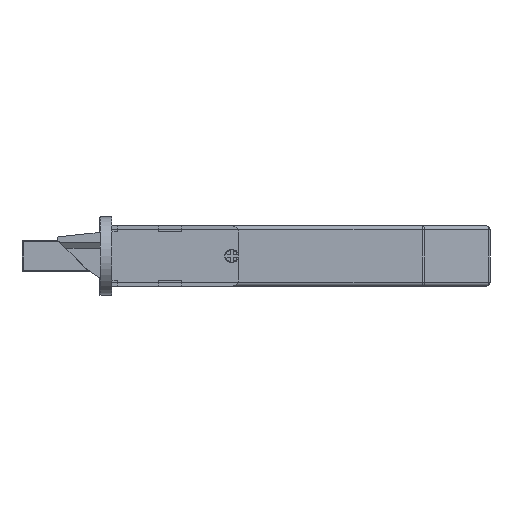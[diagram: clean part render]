
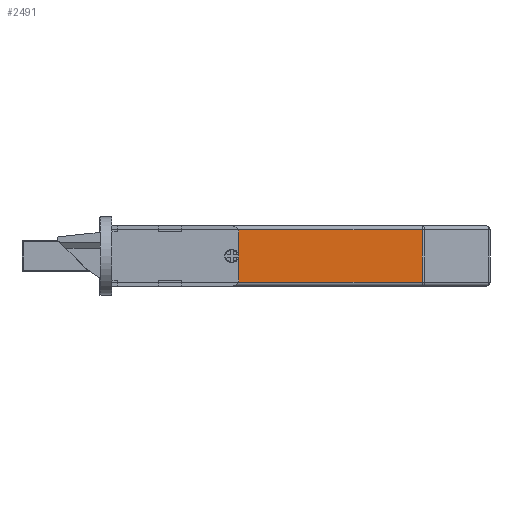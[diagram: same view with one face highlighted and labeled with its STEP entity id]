
A CAD part, front view. The second image highlights one B-rep face of the part: STEP entity #2491.
In plain terms, the highlighted planar face has unit normal (0, -1, 0).
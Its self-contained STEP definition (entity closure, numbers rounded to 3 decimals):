
#136 = AXIS2_PLACEMENT_3D ( 'NONE', #1461, #617, #765 ) ;
#164 = VERTEX_POINT ( 'NONE', #8205 ) ;
#218 = DIRECTION ( 'NONE',  ( 1., 0., 0. ) ) ;
#617 = DIRECTION ( 'NONE',  ( 0., -1., 0. ) ) ;
#667 = CARTESIAN_POINT ( 'NONE',  ( 14., -14.7, -0.75 ) ) ;
#676 = ORIENTED_EDGE ( 'NONE', *, *, #5873, .F. ) ;
#765 = DIRECTION ( 'NONE',  ( 1., 0., 0. ) ) ;
#863 = DIRECTION ( 'NONE',  ( -1., 0., 0. ) ) ;
#1330 = VERTEX_POINT ( 'NONE', #8832 ) ;
#1417 = CARTESIAN_POINT ( 'NONE',  ( 44.75, -14.7, 4.25 ) ) ;
#1457 = EDGE_CURVE ( 'NONE', #9186, #6408, #8914, .T. ) ;
#1461 = CARTESIAN_POINT ( 'NONE',  ( 14., -14.7, -1.75 ) ) ;
#1662 = LINE ( 'NONE', #3208, #4431 ) ;
#1870 = ORIENTED_EDGE ( 'NONE', *, *, #6944, .T. ) ;
#1964 = AXIS2_PLACEMENT_3D ( 'NONE', #7649, #2802, #2856 ) ;
#2097 = VECTOR ( 'NONE', #863, 1000. ) ;
#2228 = ORIENTED_EDGE ( 'NONE', *, *, #3939, .T. ) ;
#2491 = ADVANCED_FACE ( 'NONE', ( #8848, #7964 ), #5639, .T. ) ;
#2572 = DIRECTION ( 'NONE',  ( 0., 0., 1. ) ) ;
#2588 = VERTEX_POINT ( 'NONE', #667 ) ;
#2802 = DIRECTION ( 'NONE',  ( 0., -1., 0. ) ) ;
#2856 = DIRECTION ( 'NONE',  ( 0., 0., -1. ) ) ;
#3208 = CARTESIAN_POINT ( 'NONE',  ( 93.586, -14.7, -1.75 ) ) ;
#3511 = CARTESIAN_POINT ( 'NONE',  ( 94., -14.7, -0.75 ) ) ;
#3939 = EDGE_CURVE ( 'NONE', #7654, #164, #8996, .T. ) ;
#4202 = CARTESIAN_POINT ( 'NONE',  ( 93.586, -14.7, 12.75 ) ) ;
#4211 = ORIENTED_EDGE ( 'NONE', *, *, #7727, .T. ) ;
#4419 = DIRECTION ( 'NONE',  ( 0., 0., -1. ) ) ;
#4431 = VECTOR ( 'NONE', #2572, 1000. ) ;
#5403 = DIRECTION ( 'NONE',  ( 0., 0., 1. ) ) ;
#5639 = PLANE ( 'NONE',  #136 ) ;
#5682 = CARTESIAN_POINT ( 'NONE',  ( 44.75, -14.7, 7.75 ) ) ;
#5873 = EDGE_CURVE ( 'NONE', #2588, #164, #6192, .T. ) ;
#5886 = AXIS2_PLACEMENT_3D ( 'NONE', #9107, #8416, #4419 ) ;
#6192 = LINE ( 'NONE', #9411, #6908 ) ;
#6408 = VERTEX_POINT ( 'NONE', #5682 ) ;
#6908 = VECTOR ( 'NONE', #5403, 1000. ) ;
#6944 = EDGE_CURVE ( 'NONE', #1330, #7654, #1662, .T. ) ;
#7373 = ORIENTED_EDGE ( 'NONE', *, *, #1457, .F. ) ;
#7442 = VECTOR ( 'NONE', #218, 1000. ) ;
#7469 = EDGE_LOOP ( 'NONE', ( #676, #4211, #1870, #2228 ) ) ;
#7649 = CARTESIAN_POINT ( 'NONE',  ( 44.75, -14.7, 6. ) ) ;
#7654 = VERTEX_POINT ( 'NONE', #4202 ) ;
#7694 = CIRCLE ( 'NONE', #1964, 1.75 ) ;
#7727 = EDGE_CURVE ( 'NONE', #2588, #1330, #8251, .T. ) ;
#7964 = FACE_OUTER_BOUND ( 'NONE', #7469, .T. ) ;
#8109 = CARTESIAN_POINT ( 'NONE',  ( 14., -14.7, 12.75 ) ) ;
#8205 = CARTESIAN_POINT ( 'NONE',  ( 14., -14.7, 12.75 ) ) ;
#8235 = EDGE_CURVE ( 'NONE', #6408, #9186, #7694, .T. ) ;
#8251 = LINE ( 'NONE', #3511, #7442 ) ;
#8416 = DIRECTION ( 'NONE',  ( 0., -1., 0. ) ) ;
#8592 = EDGE_LOOP ( 'NONE', ( #7373, #9175 ) ) ;
#8832 = CARTESIAN_POINT ( 'NONE',  ( 93.586, -14.7, -0.75 ) ) ;
#8848 = FACE_BOUND ( 'NONE', #8592, .T. ) ;
#8914 = CIRCLE ( 'NONE', #5886, 1.75 ) ;
#8996 = LINE ( 'NONE', #8109, #2097 ) ;
#9107 = CARTESIAN_POINT ( 'NONE',  ( 44.75, -14.7, 6. ) ) ;
#9175 = ORIENTED_EDGE ( 'NONE', *, *, #8235, .F. ) ;
#9186 = VERTEX_POINT ( 'NONE', #1417 ) ;
#9411 = CARTESIAN_POINT ( 'NONE',  ( 14., -14.7, -1.75 ) ) ;
